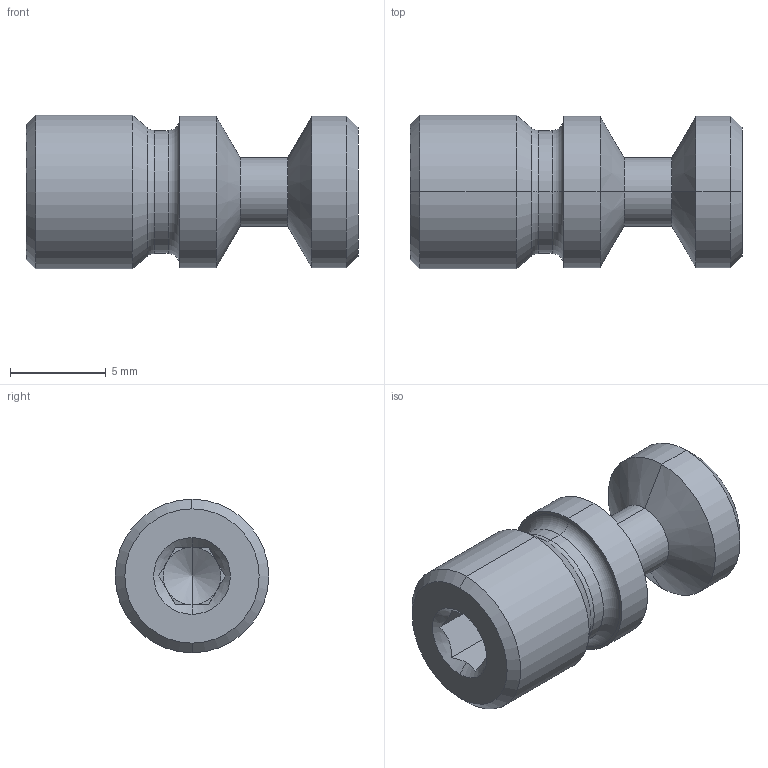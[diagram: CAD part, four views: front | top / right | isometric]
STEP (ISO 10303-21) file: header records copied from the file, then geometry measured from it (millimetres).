
FILE_DESCRIPTION (( 'STEP AP214' ), '1' );
FILE_NAME ('WCD.ER4.101.017.STEP', '2021-03-31T10:43:18', ( '' ), ( '' ), 'SwSTEP 2.0', 'SolidWorks 2017', '' );
FILE_SCHEMA (( 'AUTOMOTIVE_DESIGN' ));
Length unit declared in the file: millimetre
Products named in the file (1): WCD.ER4.101.017
Bounding box: 17.3 x 8 x 8 mm (x, y, z)
Volume: 629.6 mm3; surface area: 556.9 mm2
Topology: 1 solids, 1 shells, 43 faces, 92 edges, 51 vertices
Faces by surface type: plane 15, cone 14, cylinder 10, torus 4
Entity records: 1212 total; most frequent: CARTESIAN_POINT 229, DIRECTION 210, ORIENTED_EDGE 180, EDGE_CURVE 90, AXIS2_PLACEMENT_3D 84, VERTEX_POINT 51, EDGE_LOOP 45, FACE_OUTER_BOUND 43
